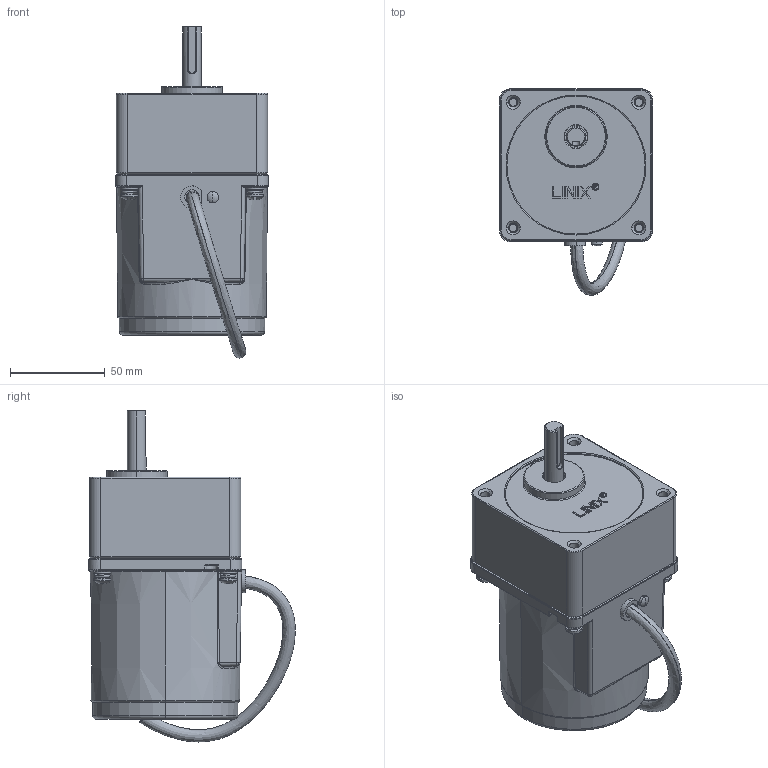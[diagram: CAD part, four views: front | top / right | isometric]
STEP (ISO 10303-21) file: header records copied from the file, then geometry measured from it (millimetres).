
FILE_DESCRIPTION((''),'2;1');
FILE_NAME('YN80-X-80JBXG-1032_ASM','2020-05-25T',('jishu'),(''),'PRO/ENGINEER BY PARAMETRIC TECHNOLOGY CORPORATION, 2015240','PRO/ENGINEER BY PARAMETRIC TECHNOLOGY CORPORATION, 2015240','');
FILE_SCHEMA(('CONFIG_CONTROL_DESIGN'));
Length unit declared in the file: millimetre
Products named in the file (8): YN80-220-25-X200525; YN80JBG-B; CHUZHOU; LINE-PROTECT; LINE; M5X16; M4X6; YN80-X-80JBXG-1032_ASM
Assembly tree (10 placements, depth 2):
  YN80-X-80JBXG-1032_ASM
    YN80-220-25-X200525
    YN80JBG-B
    CHUZHOU
    LINE-PROTECT
    LINE
    M5X16  x4
    M4X6
Bounding box: 80.95 x 109.23 x 175.52 mm (x, y, z)
Volume: 220707.4 mm3; surface area: 111322.2 mm2
Topology: 15 solids, 24 shells, 1380 faces, 3502 edges, 2200 vertices
Faces by surface type: plane 477, cylinder 410, bspline 178, cone 139, torus 130, sphere 46
Entity records: 44154 total; most frequent: CARTESIAN_POINT 17993, DIRECTION 5413, ORIENTED_EDGE 5396, EDGE_CURVE 2710, AXIS2_PLACEMENT_3D 2026, VERTEX_POINT 1711, VECTOR 1361, LINE 1361
